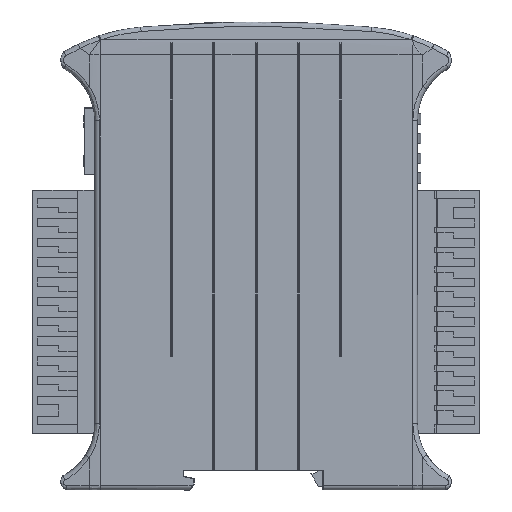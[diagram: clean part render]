
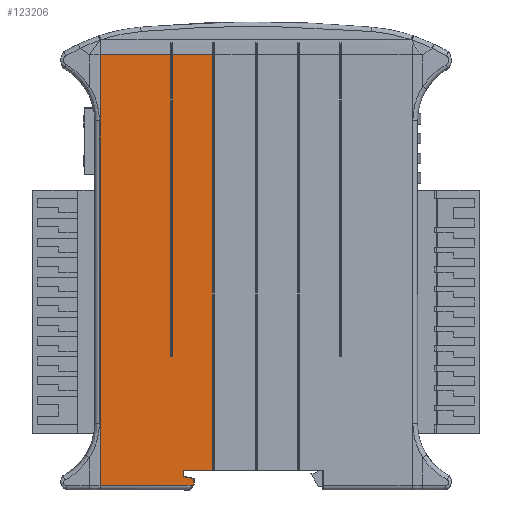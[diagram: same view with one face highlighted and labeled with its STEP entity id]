
A CAD part, left-side view. The second image highlights one B-rep face of the part: STEP entity #123206.
In plain terms, the highlighted planar face has unit normal (-1, 0, 0).
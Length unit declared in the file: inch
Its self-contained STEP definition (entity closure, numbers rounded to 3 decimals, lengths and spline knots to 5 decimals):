
#651 = CARTESIAN_POINT ( 'NONE',  ( -0.49213, 0.63859, 0.01181 ) ) ;
#826 = VERTEX_POINT ( 'NONE', #170170 ) ;
#2635 = ORIENTED_EDGE ( 'NONE', *, *, #147678, .F. ) ;
#5352 = CARTESIAN_POINT ( 'NONE',  ( -0.49213, 0.84055, 4.35278 ) ) ;
#6894 = CARTESIAN_POINT ( 'NONE',  ( -0.49213, 0.62992, 0.0794 ) ) ;
#7604 = CARTESIAN_POINT ( 'NONE',  ( -0.49213, 0.84055, 1.30886 ) ) ;
#11274 = VERTEX_POINT ( 'NONE', #71027 ) ;
#11596 = EDGE_CURVE ( 'NONE', #11274, #160980, #62024, .T. ) ;
#12116 = CARTESIAN_POINT ( 'NONE',  ( -0.49213, 0.52322, 0.05964 ) ) ;
#12155 = DIRECTION ( 'NONE',  ( 0., 0., 1. ) ) ;
#13025 = VERTEX_POINT ( 'NONE', #140296 ) ;
#15009 = CARTESIAN_POINT ( 'NONE',  ( -0.49213, 0., 1.30886 ) ) ;
#17013 = VECTOR ( 'NONE', #12155, 39.37008 ) ;
#17681 = VECTOR ( 'NONE', #51756, 39.37008 ) ;
#20481 = ORIENTED_EDGE ( 'NONE', *, *, #70016, .F. ) ;
#22059 = CARTESIAN_POINT ( 'NONE',  ( -0.49213, 0.63859, 0.01181 ) ) ;
#22270 = LINE ( 'NONE', #155365, #169719 ) ;
#23266 = CARTESIAN_POINT ( 'NONE',  ( -0.49211, 0.68919, 0.01044 ) ) ;
#25664 = VECTOR ( 'NONE', #104423, 39.37008 ) ;
#27896 = LINE ( 'NONE', #133154, #17013 ) ;
#28063 = LINE ( 'NONE', #130746, #62869 ) ;
#30481 = ORIENTED_EDGE ( 'NONE', *, *, #83778, .F. ) ;
#31319 = AXIS2_PLACEMENT_3D ( 'NONE', #66469, #55076, #119485 ) ;
#32805 = DIRECTION ( 'NONE',  ( 0., -1., 0. ) ) ;
#35532 = VERTEX_POINT ( 'NONE', #163919 ) ;
#35983 = FACE_OUTER_BOUND ( 'NONE', #96936, .T. ) ;
#39019 = VERTEX_POINT ( 'NONE', #42014 ) ;
#39204 = LINE ( 'NONE', #48790, #135297 ) ;
#39220 = ORIENTED_EDGE ( 'NONE', *, *, #143956, .F. ) ;
#42014 = CARTESIAN_POINT ( 'NONE',  ( -0.49213, 0.86024, 4.35278 ) ) ;
#42911 = LINE ( 'NONE', #15009, #123983 ) ;
#45009 = EDGE_CURVE ( 'NONE', #122360, #11274, #106553, .T. ) ;
#46977 = LINE ( 'NONE', #86167, #165016 ) ;
#48104 = EDGE_CURVE ( 'NONE', #98300, #826, #110288, .T. ) ;
#48122 = CARTESIAN_POINT ( 'NONE',  ( -0.49213, 0.73622, 0.09909 ) ) ;
#48790 = CARTESIAN_POINT ( 'NONE',  ( -0.49213, 0.43504, 2.30709 ) ) ;
#49662 = DIRECTION ( 'NONE',  ( 0., 0., -1. ) ) ;
#51756 = DIRECTION ( 'NONE',  ( 0., 1., 0. ) ) ;
#55076 = DIRECTION ( 'NONE',  ( 1., 0., 0. ) ) ;
#58637 = ORIENTED_EDGE ( 'NONE', *, *, #117221, .F. ) ;
#58703 = EDGE_CURVE ( 'NONE', #101594, #60924, #133275, .T. ) ;
#60050 = DIRECTION ( 'NONE',  ( 0., -1., 0. ) ) ;
#60569 = ORIENTED_EDGE ( 'NONE', *, *, #58703, .F. ) ;
#60924 = VERTEX_POINT ( 'NONE', #22059 ) ;
#62024 = LINE ( 'NONE', #154149, #121417 ) ;
#62869 = VECTOR ( 'NONE', #145512, 39.37008 ) ;
#66469 = CARTESIAN_POINT ( 'NONE',  ( -0.49213, 0., 2.30709 ) ) ;
#66897 = CARTESIAN_POINT ( 'NONE',  ( -0.49213, 0.68827, 0.01181 ) ) ;
#70016 = EDGE_CURVE ( 'NONE', #13025, #122145, #138992, .T. ) ;
#71027 = CARTESIAN_POINT ( 'NONE',  ( -0.49213, 0.73622, 0.16535 ) ) ;
#74404 = DIRECTION ( 'NONE',  ( 0., 0., -1. ) ) ;
#75400 = DIRECTION ( 'NONE',  ( 0., 0., -1. ) ) ;
#76393 = CARTESIAN_POINT ( 'NONE',  ( -0.4921, 0.68964, 0.00976 ) ) ;
#78012 = EDGE_CURVE ( 'NONE', #122145, #35532, #134732, .T. ) ;
#80017 = ORIENTED_EDGE ( 'NONE', *, *, #45009, .F. ) ;
#83778 = EDGE_CURVE ( 'NONE', #103732, #101230, #42911, .T. ) ;
#84025 = EDGE_CURVE ( 'NONE', #826, #122360, #39204, .T. ) ;
#84219 = CARTESIAN_POINT ( 'NONE',  ( -0.49213, 0.67171, 0.01181 ) ) ;
#86167 = CARTESIAN_POINT ( 'NONE',  ( -0.49213, 0., 4.35278 ) ) ;
#87190 = B_SPLINE_CURVE_WITH_KNOTS ( 'NONE', 3,
 ( #651, #150249, #84219, #66897 ),
 .UNSPECIFIED., .F., .F.,
 ( 4, 4 ),
 ( 0., 1. ),
 .UNSPECIFIED. ) ;
#87427 = CARTESIAN_POINT ( 'NONE',  ( -0.49213, 0.62992, 2.30709 ) ) ;
#91057 = EDGE_CURVE ( 'NONE', #106351, #39019, #46977, .T. ) ;
#91147 = CARTESIAN_POINT ( 'NONE',  ( -0.49213, 0.68873, 0.01113 ) ) ;
#91276 = ORIENTED_EDGE ( 'NONE', *, *, #110416, .F. ) ;
#93091 = LINE ( 'NONE', #12116, #25664 ) ;
#95224 = ORIENTED_EDGE ( 'NONE', *, *, #91057, .F. ) ;
#96377 = VECTOR ( 'NONE', #32805, 39.37008 ) ;
#96936 = EDGE_LOOP ( 'NONE', ( #113713, #150602, #171431, #30481, #39220, #95224, #120267, #113903, #20481, #58637, #60569, #2635, #91276, #130766, #80017 ) ) ;
#98300 = VERTEX_POINT ( 'NONE', #5352 ) ;
#101163 = VECTOR ( 'NONE', #156747, 39.37008 ) ;
#101230 = VERTEX_POINT ( 'NONE', #7604 ) ;
#101594 = VERTEX_POINT ( 'NONE', #145748 ) ;
#102057 = DIRECTION ( 'NONE',  ( 0., 0., -1. ) ) ;
#103732 = VERTEX_POINT ( 'NONE', #143950 ) ;
#104423 = DIRECTION ( 'NONE',  ( 0., -0.983, -0.182 ) ) ;
#106351 = VERTEX_POINT ( 'NONE', #106401 ) ;
#106401 = CARTESIAN_POINT ( 'NONE',  ( -0.49213, 1.57367, 4.35278 ) ) ;
#106553 = LINE ( 'NONE', #133497, #17681 ) ;
#110288 = LINE ( 'NONE', #125038, #96377 ) ;
#110416 = EDGE_CURVE ( 'NONE', #160980, #146408, #93091, .T. ) ;
#113713 = ORIENTED_EDGE ( 'NONE', *, *, #84025, .F. ) ;
#113903 = ORIENTED_EDGE ( 'NONE', *, *, #78012, .F. ) ;
#114855 = CARTESIAN_POINT ( 'NONE',  ( -0.49208, 1.27899, 0.00976 ) ) ;
#115997 = PLANE ( 'NONE',  #31319 ) ;
#117221 = EDGE_CURVE ( 'NONE', #60924, #13025, #87190, .T. ) ;
#117820 = LINE ( 'NONE', #87427, #166172 ) ;
#119485 = DIRECTION ( 'NONE',  ( 0., 1., 0. ) ) ;
#120267 = ORIENTED_EDGE ( 'NONE', *, *, #122348, .F. ) ;
#121417 = VECTOR ( 'NONE', #102057, 39.37008 ) ;
#122145 = VERTEX_POINT ( 'NONE', #123666 ) ;
#122348 = EDGE_CURVE ( 'NONE', #35532, #106351, #27896, .T. ) ;
#122360 = VERTEX_POINT ( 'NONE', #134861 ) ;
#123206 = ADVANCED_FACE ( 'NONE', ( #35983 ), #115997, .F. ) ;
#123666 = CARTESIAN_POINT ( 'NONE',  ( -0.4921, 0.68964, 0.00976 ) ) ;
#123983 = VECTOR ( 'NONE', #137623, 39.37008 ) ;
#125038 = CARTESIAN_POINT ( 'NONE',  ( -0.49213, 0., 4.35278 ) ) ;
#127938 = CARTESIAN_POINT ( 'NONE',  ( -0.49208, 0.98432, 0.00976 ) ) ;
#130746 = CARTESIAN_POINT ( 'NONE',  ( -0.49213, 0.84055, 2.30709 ) ) ;
#130766 = ORIENTED_EDGE ( 'NONE', *, *, #11596, .F. ) ;
#133154 = CARTESIAN_POINT ( 'NONE',  ( -0.49213, 1.57367, 2.30709 ) ) ;
#133275 = LINE ( 'NONE', #158490, #101163 ) ;
#133497 = CARTESIAN_POINT ( 'NONE',  ( -0.49213, 0.31299, 0.16535 ) ) ;
#134732 = B_SPLINE_CURVE_WITH_KNOTS ( 'NONE', 3,
 ( #141867, #127938, #114855, #169568 ),
 .UNSPECIFIED., .F., .F.,
 ( 4, 4 ),
 ( 0., 1. ),
 .UNSPECIFIED. ) ;
#134861 = CARTESIAN_POINT ( 'NONE',  ( -0.49213, 0.43504, 0.16535 ) ) ;
#135297 = VECTOR ( 'NONE', #49662, 39.37008 ) ;
#137623 = DIRECTION ( 'NONE',  ( 0., -1., 0. ) ) ;
#138992 = B_SPLINE_CURVE_WITH_KNOTS ( 'NONE', 3,
 ( #144203, #91147, #23266, #76393 ),
 .UNSPECIFIED., .F., .F.,
 ( 4, 4 ),
 ( 0., 1. ),
 .UNSPECIFIED. ) ;
#140296 = CARTESIAN_POINT ( 'NONE',  ( -0.49213, 0.68827, 0.01181 ) ) ;
#141867 = CARTESIAN_POINT ( 'NONE',  ( -0.4921, 0.68964, 0.00976 ) ) ;
#143950 = CARTESIAN_POINT ( 'NONE',  ( -0.49213, 0.86024, 1.30886 ) ) ;
#143956 = EDGE_CURVE ( 'NONE', #39019, #103732, #22270, .T. ) ;
#144203 = CARTESIAN_POINT ( 'NONE',  ( -0.49213, 0.68827, 0.01181 ) ) ;
#145512 = DIRECTION ( 'NONE',  ( 0., 0., 1. ) ) ;
#145748 = CARTESIAN_POINT ( 'NONE',  ( -0.49213, 0.62992, 0.02481 ) ) ;
#146408 = VERTEX_POINT ( 'NONE', #6894 ) ;
#147678 = EDGE_CURVE ( 'NONE', #146408, #101594, #117820, .T. ) ;
#150249 = CARTESIAN_POINT ( 'NONE',  ( -0.49213, 0.65515, 0.01181 ) ) ;
#150602 = ORIENTED_EDGE ( 'NONE', *, *, #48104, .F. ) ;
#154149 = CARTESIAN_POINT ( 'NONE',  ( -0.49213, 0.73622, 2.30709 ) ) ;
#155365 = CARTESIAN_POINT ( 'NONE',  ( -0.49213, 0.86024, 2.30709 ) ) ;
#156747 = DIRECTION ( 'NONE',  ( 0., 0.555, -0.832 ) ) ;
#158490 = CARTESIAN_POINT ( 'NONE',  ( -0.49213, 0.62992, 0.02481 ) ) ;
#160980 = VERTEX_POINT ( 'NONE', #48122 ) ;
#163919 = CARTESIAN_POINT ( 'NONE',  ( -0.4921, 1.57367, 0.00976 ) ) ;
#165016 = VECTOR ( 'NONE', #60050, 39.37008 ) ;
#166172 = VECTOR ( 'NONE', #74404, 39.37008 ) ;
#168804 = EDGE_CURVE ( 'NONE', #101230, #98300, #28063, .T. ) ;
#169568 = CARTESIAN_POINT ( 'NONE',  ( -0.4921, 1.57367, 0.00976 ) ) ;
#169719 = VECTOR ( 'NONE', #75400, 39.37008 ) ;
#170170 = CARTESIAN_POINT ( 'NONE',  ( -0.49213, 0.43504, 4.35278 ) ) ;
#171431 = ORIENTED_EDGE ( 'NONE', *, *, #168804, .F. ) ;
